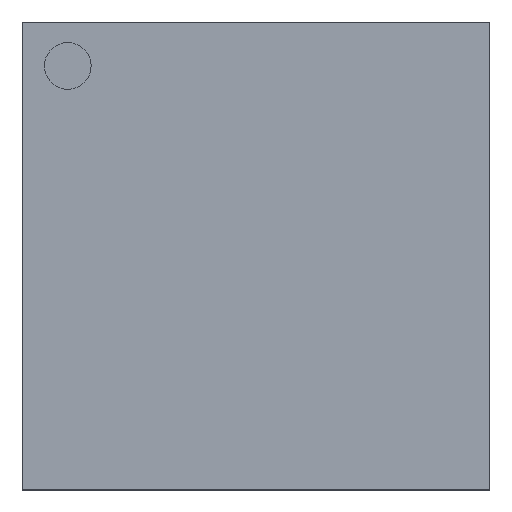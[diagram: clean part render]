
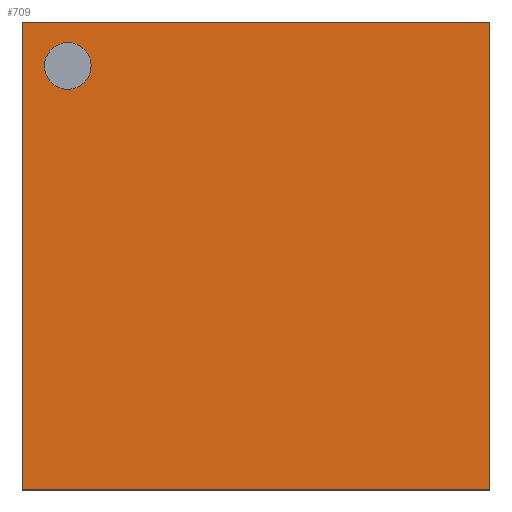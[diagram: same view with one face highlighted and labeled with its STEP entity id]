
A CAD part, top view. The second image highlights one B-rep face of the part: STEP entity #709.
In plain terms, the highlighted planar face has unit normal (0, 0, 1).
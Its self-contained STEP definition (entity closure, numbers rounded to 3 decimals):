
#11 = DIRECTION ( 'NONE',  ( 0., 0., 1. ) ) ;
#186 = CARTESIAN_POINT ( 'NONE',  ( -1.5, 1.5, 1.01 ) ) ;
#208 = EDGE_LOOP ( 'NONE', ( #3670, #3073 ) ) ;
#214 = CARTESIAN_POINT ( 'NONE',  ( -1.5, -1.5, 1.01 ) ) ;
#230 = DIRECTION ( 'NONE',  ( 1., 0., 0. ) ) ;
#307 = VECTOR ( 'NONE', #1958, 1000. ) ;
#341 = DIRECTION ( 'NONE',  ( 0., 0., 1. ) ) ;
#352 = CARTESIAN_POINT ( 'NONE',  ( 0., 0., 1.01 ) ) ;
#441 = VERTEX_POINT ( 'NONE', #3635 ) ;
#549 = FACE_BOUND ( 'NONE', #208, .T. ) ;
#709 = ADVANCED_FACE ( 'NONE', ( #549, #2664 ), #3211, .T. ) ;
#746 = AXIS2_PLACEMENT_3D ( 'NONE', #2596, #2006, #230 ) ;
#773 = CIRCLE ( 'NONE', #1750, 0.15 ) ;
#864 = CIRCLE ( 'NONE', #746, 0.15 ) ;
#899 = LINE ( 'NONE', #2950, #1715 ) ;
#962 = CARTESIAN_POINT ( 'NONE',  ( 1.5, 1.5, 1.01 ) ) ;
#1116 = VERTEX_POINT ( 'NONE', #2566 ) ;
#1142 = ORIENTED_EDGE ( 'NONE', *, *, #2684, .T. ) ;
#1524 = EDGE_CURVE ( 'NONE', #441, #3380, #773, .T. ) ;
#1527 = DIRECTION ( 'NONE',  ( 1., 0., 0. ) ) ;
#1643 = LINE ( 'NONE', #186, #307 ) ;
#1715 = VECTOR ( 'NONE', #2070, 1000. ) ;
#1750 = AXIS2_PLACEMENT_3D ( 'NONE', #2625, #11, #3488 ) ;
#1849 = EDGE_CURVE ( 'NONE', #2516, #2585, #1643, .T. ) ;
#1910 = CARTESIAN_POINT ( 'NONE',  ( -1.5, -1.5, 1.01 ) ) ;
#1913 = ORIENTED_EDGE ( 'NONE', *, *, #2535, .T. ) ;
#1925 = CARTESIAN_POINT ( 'NONE',  ( -1.5, 1.5, 1.01 ) ) ;
#1958 = DIRECTION ( 'NONE',  ( -1., 0., 0. ) ) ;
#2006 = DIRECTION ( 'NONE',  ( 0., 0., 1. ) ) ;
#2017 = EDGE_LOOP ( 'NONE', ( #1142, #3119, #1913, #2422 ) ) ;
#2070 = DIRECTION ( 'NONE',  ( 0., -1., 0. ) ) ;
#2075 = LINE ( 'NONE', #962, #2623 ) ;
#2117 = DIRECTION ( 'NONE',  ( 0., 1., 0. ) ) ;
#2422 = ORIENTED_EDGE ( 'NONE', *, *, #1849, .T. ) ;
#2516 = VERTEX_POINT ( 'NONE', #3281 ) ;
#2535 = EDGE_CURVE ( 'NONE', #1116, #2516, #2075, .T. ) ;
#2566 = CARTESIAN_POINT ( 'NONE',  ( 1.5, -1.5, 1.01 ) ) ;
#2585 = VERTEX_POINT ( 'NONE', #1925 ) ;
#2596 = CARTESIAN_POINT ( 'NONE',  ( -1.207, 1.218, 1.01 ) ) ;
#2623 = VECTOR ( 'NONE', #2117, 1000. ) ;
#2625 = CARTESIAN_POINT ( 'NONE',  ( -1.207, 1.218, 1.01 ) ) ;
#2664 = FACE_OUTER_BOUND ( 'NONE', #2017, .T. ) ;
#2684 = EDGE_CURVE ( 'NONE', #2585, #3050, #899, .T. ) ;
#2769 = DIRECTION ( 'NONE',  ( 1., 0., 0. ) ) ;
#2781 = LINE ( 'NONE', #1910, #2829 ) ;
#2829 = VECTOR ( 'NONE', #2769, 1000. ) ;
#2950 = CARTESIAN_POINT ( 'NONE',  ( -1.5, 1.5, 1.01 ) ) ;
#3050 = VERTEX_POINT ( 'NONE', #214 ) ;
#3073 = ORIENTED_EDGE ( 'NONE', *, *, #1524, .F. ) ;
#3119 = ORIENTED_EDGE ( 'NONE', *, *, #3732, .T. ) ;
#3211 = PLANE ( 'NONE',  #3566 ) ;
#3281 = CARTESIAN_POINT ( 'NONE',  ( 1.5, 1.5, 1.01 ) ) ;
#3319 = EDGE_CURVE ( 'NONE', #3380, #441, #864, .T. ) ;
#3380 = VERTEX_POINT ( 'NONE', #3718 ) ;
#3488 = DIRECTION ( 'NONE',  ( 1., 0., 0. ) ) ;
#3566 = AXIS2_PLACEMENT_3D ( 'NONE', #352, #341, #1527 ) ;
#3635 = CARTESIAN_POINT ( 'NONE',  ( -1.357, 1.218, 1.01 ) ) ;
#3670 = ORIENTED_EDGE ( 'NONE', *, *, #3319, .F. ) ;
#3718 = CARTESIAN_POINT ( 'NONE',  ( -1.057, 1.218, 1.01 ) ) ;
#3732 = EDGE_CURVE ( 'NONE', #3050, #1116, #2781, .T. ) ;
